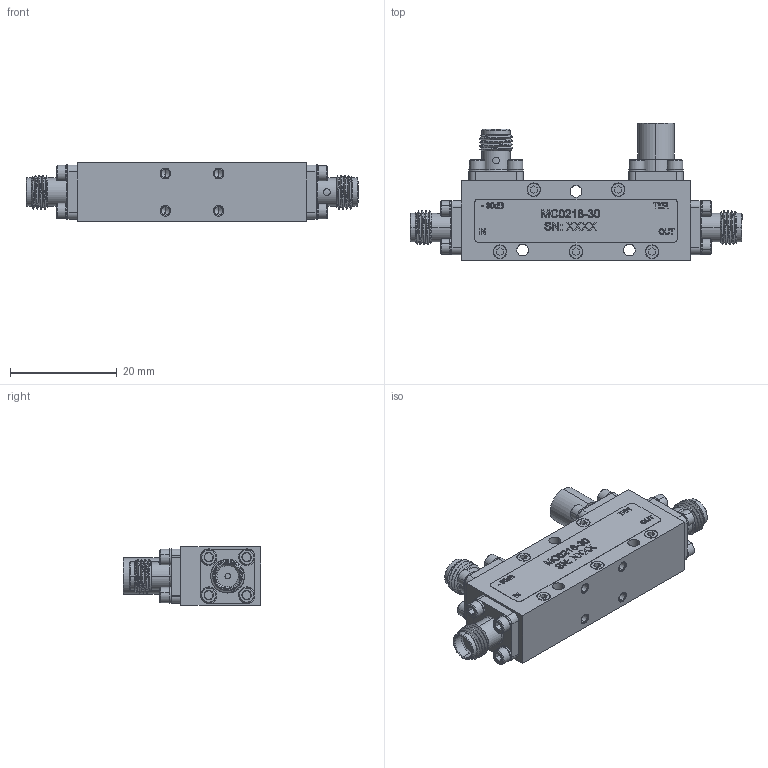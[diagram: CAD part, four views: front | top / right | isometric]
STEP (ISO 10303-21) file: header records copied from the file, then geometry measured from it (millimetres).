
FILE_DESCRIPTION (( 'STEP AP214' ), '1' );
FILE_NAME ('MC0218-30_3D.STEP', '2021-08-24T12:43:11', ( '' ), ( '' ), 'SwSTEP 2.0', 'SolidWorks 2021', '' );
FILE_SCHEMA (( 'AUTOMOTIVE_DESIGN' ));
Length unit declared in the file: inch
Products named in the file (1): MC0218-30_3D
Bounding box: 62.3 x 25.8 x 11.05 mm (x, y, z)
Volume: 8489.7 mm3; surface area: 5451.5 mm2
Topology: 1 solids, 22 shells, 1531 faces, 3796 edges, 2421 vertices
Faces by surface type: cylinder 551, plane 550, cone 220, bspline 204, torus 6
Entity records: 74546 total; most frequent: CARTESIAN_POINT 36451, ORIENTED_EDGE 7576, DIRECTION 6001, EDGE_CURVE 3788, VERTEX_POINT 2421, AXIS2_PLACEMENT_3D 2126, VECTOR 1749, LINE 1749
